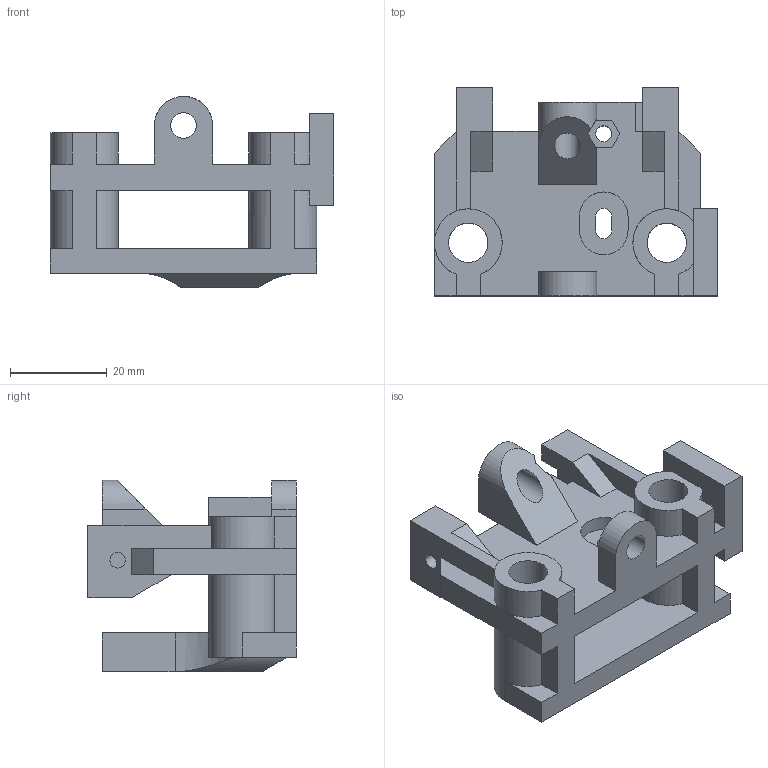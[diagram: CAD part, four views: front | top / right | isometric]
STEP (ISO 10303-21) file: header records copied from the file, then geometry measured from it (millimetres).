
FILE_DESCRIPTION((''),'2;1');
FILE_NAME('Y-CARRIAGE-RIGHT','2013-10-07T',('CHALSPO'),('ABB Schweiz AG'),'PRO/ENGINEER BY PARAMETRIC TECHNOLOGY CORPORATION, 2011490','PRO/ENGINEER BY PARAMETRIC TECHNOLOGY CORPORATION, 2011490','');
FILE_SCHEMA(('CONFIG_CONTROL_DESIGN'));
Length unit declared in the file: millimetre
Products named in the file (1): Y-CARRIAGE-RIGHT
Bounding box: 58.5 x 43 x 39.5 mm (x, y, z)
Volume: 27119.7 mm3; surface area: 14874.5 mm2
Topology: 1 solids, 1 shells, 142 faces, 428 edges, 309 vertices
Faces by surface type: plane 101, cylinder 41
Entity records: 4926 total; most frequent: CARTESIAN_POINT 960, ORIENTED_EDGE 818, DIRECTION 790, EDGE_CURVE 409, VECTOR 330, LINE 330, VERTEX_POINT 271, AXIS2_PLACEMENT_3D 230
